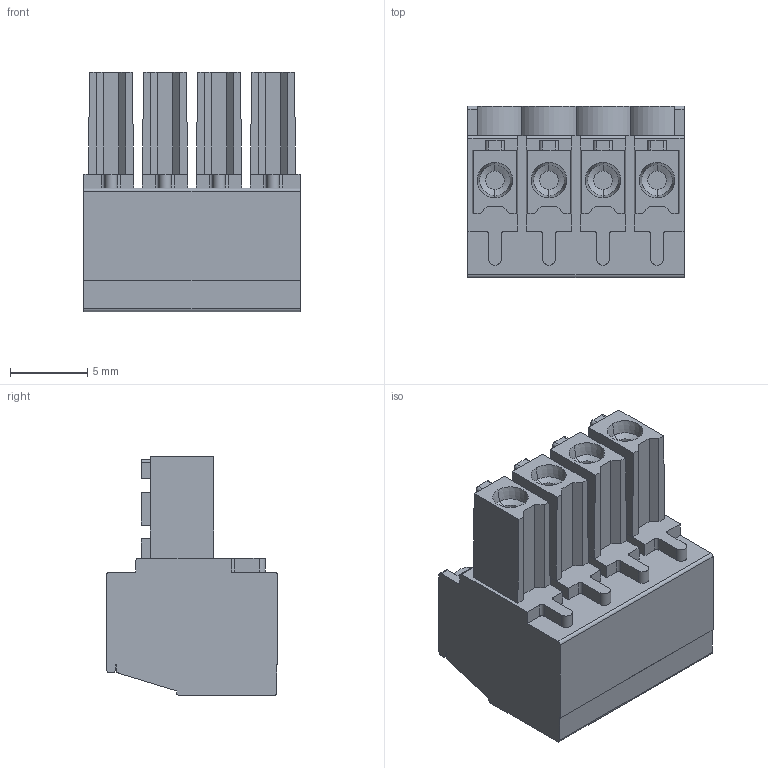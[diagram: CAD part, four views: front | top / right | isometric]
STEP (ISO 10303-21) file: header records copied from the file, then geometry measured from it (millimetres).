
FILE_DESCRIPTION((''),'2;1');
FILE_NAME('C-0284506-4','2008-05-01T',('workeradm'),('Tyco Electronics Corporation'),'PRO/ENGINEER BY PARAMETRIC TECHNOLOGY CORPORATION, 2005450','PRO/ENGINEER BY PARAMETRIC TECHNOLOGY CORPORATION, 2005450','');
FILE_SCHEMA(('CONFIG_CONTROL_DESIGN', 'GEOMETRIC_VALIDATION_PROPERTIES_MIM'));
Length unit declared in the file: millimetre
Products named in the file (1): C-0284506-4
Bounding box: 14 x 11.1 x 15.5 mm (x, y, z)
Volume: 1454.3 mm3; surface area: 1398.4 mm2
Topology: 1 solids, 1 shells, 375 faces, 931 edges, 590 vertices
Faces by surface type: plane 219, cylinder 108, torus 24, cone 24
Entity records: 11536 total; most frequent: CARTESIAN_POINT 2439, ORIENTED_EDGE 1862, DIRECTION 1857, EDGE_CURVE 931, AXIS2_PLACEMENT_3D 631, VECTOR 595, LINE 595, VERTEX_POINT 590
